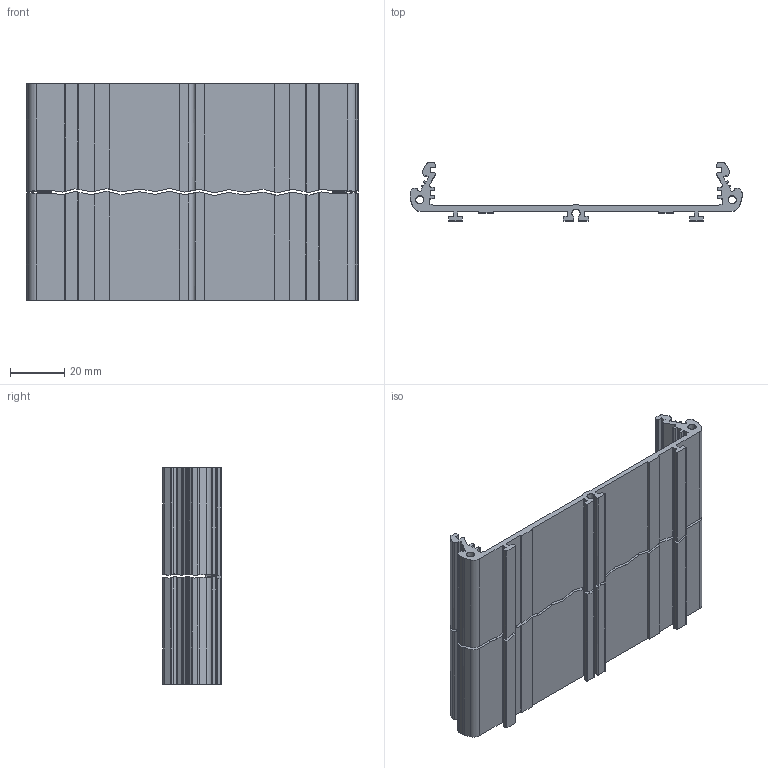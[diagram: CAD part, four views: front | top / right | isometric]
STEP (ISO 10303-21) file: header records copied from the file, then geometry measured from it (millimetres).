
FILE_DESCRIPTION(('STEP AP214'), '1');
FILE_NAME('39205', '2016-01-30T10:24:05', ('TraceParts'), (''), 'ASCON STEP Converter 1.3', 'ASCON Math Kernel', '');
FILE_SCHEMA(('AUTOMOTIVE_DESIGN { 1 0 10303 214 3 1 1}'));
Length unit declared in the file: millimetre
Products named in the file (2): Phoenix Contact / 2907525
Assembly tree (1 placements, depth 2):
  Phoenix Contact / 2907525
    (unnamed)
Bounding box: 122.6 x 21.5 x 80 mm (x, y, z)
Volume: 33417.9 mm3; surface area: 34048.8 mm2
Topology: 1 solids, 1 shells, 523 faces, 1565 edges, 1042 vertices
Faces by surface type: plane 287, cylinder 236
Entity records: 21839 total; most frequent: CARTESIAN_POINT 3824, ORIENTED_EDGE 3130, DIRECTION 2677, EDGE_CURVE 1565, LINE 1055, VECTOR 1055, VERTEX_POINT 1042, AXIS2_PLACEMENT_3D 811
